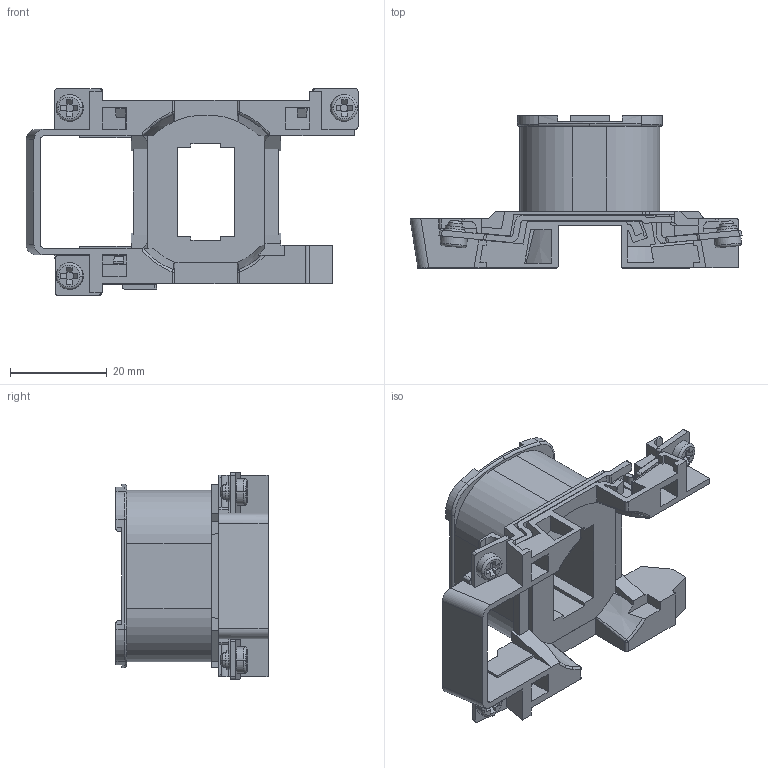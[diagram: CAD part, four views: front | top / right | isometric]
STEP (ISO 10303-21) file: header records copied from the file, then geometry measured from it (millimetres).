
FILE_DESCRIPTION (( 'STEP AP214' ), '1' );
FILE_NAME ('BLX1D2Q6.STEP', '2019-09-19T00:43:56', ( '' ), ( '' ), 'SwSTEP 2.0', 'SolidWorks 2017', '' );
FILE_SCHEMA (( 'AUTOMOTIVE_DESIGN' ));
Length unit declared in the file: millimetre
Products named in the file (1): BLX1D2Q6
Bounding box: 68.76 x 31.5 x 42.8 mm (x, y, z)
Volume: 20351 mm3; surface area: 13250.2 mm2
Topology: 1 solids, 1 shells, 538 faces, 1514 edges, 980 vertices
Faces by surface type: plane 374, cylinder 115, torus 23, cone 14, bspline 8, sphere 4
Entity records: 17374 total; most frequent: CARTESIAN_POINT 3464, ORIENTED_EDGE 3020, DIRECTION 2757, EDGE_CURVE 1510, LINE 1139, VECTOR 1139, VERTEX_POINT 980, AXIS2_PLACEMENT_3D 809
